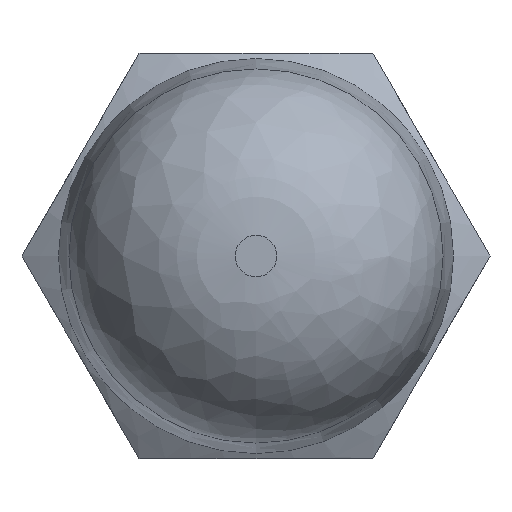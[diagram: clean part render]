
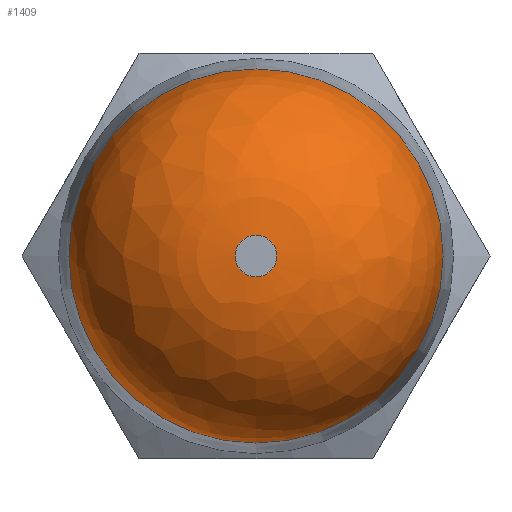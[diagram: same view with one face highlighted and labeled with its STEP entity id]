
A CAD part, front view. The second image highlights one B-rep face of the part: STEP entity #1409.
In plain terms, the highlighted free-form (B-spline) face has degree [2, 2] with [3, 9] control points.
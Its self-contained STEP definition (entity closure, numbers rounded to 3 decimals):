
#88=(
BOUNDED_SURFACE()
B_SPLINE_SURFACE(2,2,((#3096,#3097,#3098,#3099,#3100,#3101,#3102,#3103,
#3104),(#3105,#3106,#3107,#3108,#3109,#3110,#3111,#3112,#3113),(#3114,#3115,
#3116,#3117,#3118,#3119,#3120,#3121,#3122)),.UNSPECIFIED.,.F.,.T.,.F.)
B_SPLINE_SURFACE_WITH_KNOTS((3,3),(3,2,2,2,3),(-1.571,-0.091),
(-3.142,-1.571,0.,1.571,3.142),
 .UNSPECIFIED.)
GEOMETRIC_REPRESENTATION_ITEM()
RATIONAL_B_SPLINE_SURFACE(((1.,0.707,1.,0.707,1.,
0.707,1.,0.707,1.),(0.739,0.522,
0.739,0.522,0.739,0.522,
0.739,0.522,0.739),(1.,0.707,
1.,0.707,1.,0.707,1.,0.707,1.)))
REPRESENTATION_ITEM('')
SURFACE()
);
#108=FACE_OUTER_BOUND('',#189,.T.);
#189=EDGE_LOOP('',(#1016,#1017,#1018,#1019,#1020,#1021));
#287=CIRCLE('',#1528,3.6);
#288=CIRCLE('',#1529,3.6);
#289=CIRCLE('',#1530,3.213);
#290=CIRCLE('',#1531,0.4);
#291=CIRCLE('',#1532,0.4);
#632=VERTEX_POINT('',#3091);
#633=VERTEX_POINT('',#3093);
#634=VERTEX_POINT('',#3123);
#635=VERTEX_POINT('',#3125);
#787=EDGE_CURVE('',#632,#633,#287,.T.);
#788=EDGE_CURVE('',#633,#632,#288,.T.);
#789=EDGE_CURVE('',#632,#634,#289,.T.);
#790=EDGE_CURVE('',#634,#635,#290,.T.);
#791=EDGE_CURVE('',#635,#634,#291,.T.);
#1016=ORIENTED_EDGE('',*,*,#788,.F.);
#1017=ORIENTED_EDGE('',*,*,#787,.F.);
#1018=ORIENTED_EDGE('',*,*,#789,.T.);
#1019=ORIENTED_EDGE('',*,*,#790,.T.);
#1020=ORIENTED_EDGE('',*,*,#791,.T.);
#1021=ORIENTED_EDGE('',*,*,#789,.F.);
#1409=ADVANCED_FACE('',(#108),#88,.F.);
#1528=AXIS2_PLACEMENT_3D('',#3094,#1659,#1660);
#1529=AXIS2_PLACEMENT_3D('',#3095,#1661,#1662);
#1530=AXIS2_PLACEMENT_3D('',#3124,#1663,#1664);
#1531=AXIS2_PLACEMENT_3D('',#3126,#1665,#1666);
#1532=AXIS2_PLACEMENT_3D('',#3127,#1667,#1668);
#1659=DIRECTION('center_axis',(0.,1.,0.));
#1660=DIRECTION('ref_axis',(0.,0.,1.));
#1661=DIRECTION('center_axis',(0.,1.,0.));
#1662=DIRECTION('ref_axis',(0.,0.,1.));
#1663=DIRECTION('center_axis',(-1.,0.,0.));
#1664=DIRECTION('ref_axis',(0.,0.,-1.));
#1665=DIRECTION('center_axis',(0.,1.,0.));
#1666=DIRECTION('ref_axis',(0.,0.,1.));
#1667=DIRECTION('center_axis',(0.,1.,0.));
#1668=DIRECTION('ref_axis',(0.,0.,1.));
#3091=CARTESIAN_POINT('',(0.,-4.13,-3.6));
#3093=CARTESIAN_POINT('',(0.,-4.13,3.6));
#3094=CARTESIAN_POINT('Origin',(0.,-4.13,0.));
#3095=CARTESIAN_POINT('Origin',(0.,-4.13,0.));
#3096=CARTESIAN_POINT('Ctrl Pts',(0.,-7.05,-0.4));
#3097=CARTESIAN_POINT('Ctrl Pts',(-0.4,-7.05,-0.4));
#3098=CARTESIAN_POINT('Ctrl Pts',(-0.4,-7.05,0.));
#3099=CARTESIAN_POINT('Ctrl Pts',(-0.4,-7.05,0.4));
#3100=CARTESIAN_POINT('Ctrl Pts',(0.,-7.05,0.4));
#3101=CARTESIAN_POINT('Ctrl Pts',(0.4,-7.05,0.4));
#3102=CARTESIAN_POINT('Ctrl Pts',(0.4,-7.05,0.));
#3103=CARTESIAN_POINT('Ctrl Pts',(0.4,-7.05,-0.4));
#3104=CARTESIAN_POINT('Ctrl Pts',(0.,-7.05,-0.4));
#3105=CARTESIAN_POINT('Ctrl Pts',(0.,-7.05,-3.332));
#3106=CARTESIAN_POINT('Ctrl Pts',(-3.332,-7.05,-3.332));
#3107=CARTESIAN_POINT('Ctrl Pts',(-3.332,-7.05,0.));
#3108=CARTESIAN_POINT('Ctrl Pts',(-3.332,-7.05,3.332));
#3109=CARTESIAN_POINT('Ctrl Pts',(0.,-7.05,3.332));
#3110=CARTESIAN_POINT('Ctrl Pts',(3.332,-7.05,3.332));
#3111=CARTESIAN_POINT('Ctrl Pts',(3.332,-7.05,0.));
#3112=CARTESIAN_POINT('Ctrl Pts',(3.332,-7.05,-3.332));
#3113=CARTESIAN_POINT('Ctrl Pts',(0.,-7.05,-3.332));
#3114=CARTESIAN_POINT('Ctrl Pts',(0.,-4.13,-3.6));
#3115=CARTESIAN_POINT('Ctrl Pts',(-3.6,-4.13,-3.6));
#3116=CARTESIAN_POINT('Ctrl Pts',(-3.6,-4.13,0.));
#3117=CARTESIAN_POINT('Ctrl Pts',(-3.6,-4.13,3.6));
#3118=CARTESIAN_POINT('Ctrl Pts',(0.,-4.13,3.6));
#3119=CARTESIAN_POINT('Ctrl Pts',(3.6,-4.13,3.6));
#3120=CARTESIAN_POINT('Ctrl Pts',(3.6,-4.13,0.));
#3121=CARTESIAN_POINT('Ctrl Pts',(3.6,-4.13,-3.6));
#3122=CARTESIAN_POINT('Ctrl Pts',(0.,-4.13,-3.6));
#3123=CARTESIAN_POINT('',(0.,-7.05,-0.4));
#3124=CARTESIAN_POINT('Origin',(0.,-3.837,
-0.4));
#3125=CARTESIAN_POINT('',(0.,-7.05,0.4));
#3126=CARTESIAN_POINT('Origin',(0.,-7.05,0.));
#3127=CARTESIAN_POINT('Origin',(0.,-7.05,0.));
